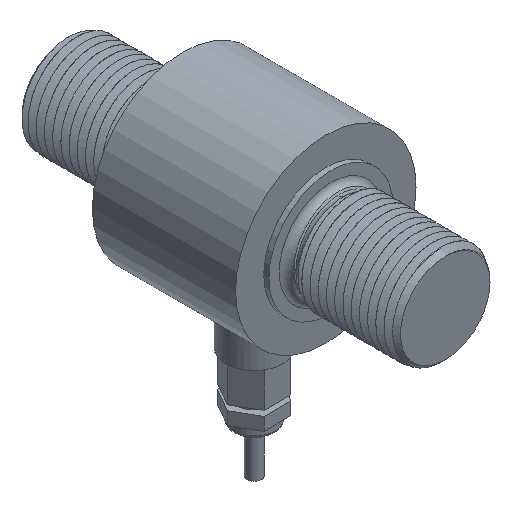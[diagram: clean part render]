
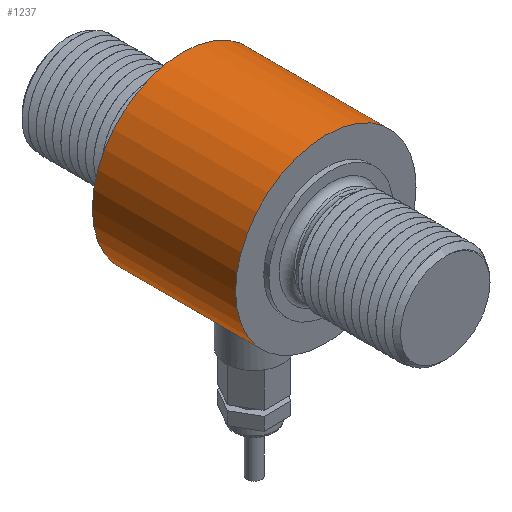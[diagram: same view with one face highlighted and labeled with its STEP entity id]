
A CAD part, isometric view. The second image highlights one B-rep face of the part: STEP entity #1237.
In plain terms, the highlighted cylindrical face has radius 17.45 mm (diameter 34.9 mm), a full revolution.
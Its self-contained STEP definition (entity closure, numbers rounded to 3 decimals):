
#51=FACE_BOUND('',#167,.T.);
#97=FACE_OUTER_BOUND('',#166,.T.);
#166=EDGE_LOOP('',(#948,#949,#950,#951,#952,#953));
#167=EDGE_LOOP('',(#954,#955));
#240=CIRCLE('',#1350,17.45);
#241=CIRCLE('',#1351,17.45);
#242=CIRCLE('',#1352,17.45);
#243=CIRCLE('',#1353,17.45);
#310=B_SPLINE_CURVE_WITH_KNOTS('',3,(#3778,#3779,#3780,#3781,#3782,#3783,
#3784,#3785,#3786,#3787,#3788,#3789,#3790,#3791,#3792,#3793,#3794,#3795),
 .UNSPECIFIED.,.F.,.F.,(4,2,2,2,2,2,2,2,4),(0.835,1.044,
1.252,1.461,1.67,1.879,2.087,
2.296,2.505),.UNSPECIFIED.);
#311=B_SPLINE_CURVE_WITH_KNOTS('',3,(#3796,#3797,#3798,#3799,#3800,#3801,
#3802,#3803,#3804,#3805,#3806,#3807,#3808,#3809,#3810,#3811,#3812,#3813,
#3814),.UNSPECIFIED.,.F.,.F.,(4,2,2,2,3,2,2,2,4),(-0.835,-0.626,
-0.418,-0.209,0.,0.209,0.418,
0.626,0.835),.UNSPECIFIED.);
#349=LINE('',#3845,#426);
#426=VECTOR('',#1556,17.45);
#558=VERTEX_POINT('',#3775);
#559=VERTEX_POINT('',#3777);
#560=VERTEX_POINT('',#3840);
#561=VERTEX_POINT('',#3841);
#562=VERTEX_POINT('',#3844);
#563=VERTEX_POINT('',#3846);
#719=EDGE_CURVE('',#558,#559,#310,.T.);
#720=EDGE_CURVE('',#559,#558,#311,.T.);
#724=EDGE_CURVE('',#560,#561,#240,.T.);
#725=EDGE_CURVE('',#561,#560,#241,.T.);
#726=EDGE_CURVE('',#561,#562,#349,.T.);
#727=EDGE_CURVE('',#562,#563,#242,.T.);
#728=EDGE_CURVE('',#563,#562,#243,.T.);
#948=ORIENTED_EDGE('',*,*,#724,.F.);
#949=ORIENTED_EDGE('',*,*,#725,.F.);
#950=ORIENTED_EDGE('',*,*,#726,.T.);
#951=ORIENTED_EDGE('',*,*,#727,.T.);
#952=ORIENTED_EDGE('',*,*,#728,.T.);
#953=ORIENTED_EDGE('',*,*,#726,.F.);
#954=ORIENTED_EDGE('',*,*,#720,.F.);
#955=ORIENTED_EDGE('',*,*,#719,.F.);
#1201=CYLINDRICAL_SURFACE('',#1349,17.45);
#1237=ADVANCED_FACE('',(#97,#51),#1201,.T.);
#1349=AXIS2_PLACEMENT_3D('',#3839,#1550,#1551);
#1350=AXIS2_PLACEMENT_3D('',#3842,#1552,#1553);
#1351=AXIS2_PLACEMENT_3D('',#3843,#1554,#1555);
#1352=AXIS2_PLACEMENT_3D('',#3847,#1557,#1558);
#1353=AXIS2_PLACEMENT_3D('',#3848,#1559,#1560);
#1550=DIRECTION('center_axis',(0.,-1.,0.));
#1551=DIRECTION('ref_axis',(0.,0.,-1.));
#1552=DIRECTION('center_axis',(0.,-1.,0.));
#1553=DIRECTION('ref_axis',(0.,0.,-1.));
#1554=DIRECTION('center_axis',(0.,-1.,0.));
#1555=DIRECTION('ref_axis',(0.,0.,-1.));
#1556=DIRECTION('',(0.,1.,0.));
#1557=DIRECTION('center_axis',(0.,-1.,0.));
#1558=DIRECTION('ref_axis',(0.,0.,-1.));
#1559=DIRECTION('center_axis',(0.,-1.,0.));
#1560=DIRECTION('ref_axis',(0.,0.,-1.));
#3775=CARTESIAN_POINT('',(0.,31.45,-17.45));
#3777=CARTESIAN_POINT('',(0.,42.45,-17.45));
#3778=CARTESIAN_POINT('Ctrl Pts',(0.,31.45,-17.45));
#3779=CARTESIAN_POINT('Ctrl Pts',(-0.696,31.45,-17.45));
#3780=CARTESIAN_POINT('Ctrl Pts',(-1.434,31.59,-17.404));
#3781=CARTESIAN_POINT('Ctrl Pts',(-2.788,32.153,-17.239));
#3782=CARTESIAN_POINT('Ctrl Pts',(-3.404,32.575,-17.122));
#3783=CARTESIAN_POINT('Ctrl Pts',(-4.375,33.547,-16.9));
#3784=CARTESIAN_POINT('Ctrl Pts',(-4.797,34.162,-16.78));
#3785=CARTESIAN_POINT('Ctrl Pts',(-5.36,35.515,-16.609));
#3786=CARTESIAN_POINT('Ctrl Pts',(-5.5,36.254,-16.561));
#3787=CARTESIAN_POINT('Ctrl Pts',(-5.5,37.646,-16.561));
#3788=CARTESIAN_POINT('Ctrl Pts',(-5.36,38.385,-16.609));
#3789=CARTESIAN_POINT('Ctrl Pts',(-4.797,39.738,-16.78));
#3790=CARTESIAN_POINT('Ctrl Pts',(-4.375,40.353,-16.9));
#3791=CARTESIAN_POINT('Ctrl Pts',(-3.404,41.325,-17.122));
#3792=CARTESIAN_POINT('Ctrl Pts',(-2.788,41.747,-17.239));
#3793=CARTESIAN_POINT('Ctrl Pts',(-1.434,42.31,-17.404));
#3794=CARTESIAN_POINT('Ctrl Pts',(-0.696,42.45,-17.45));
#3795=CARTESIAN_POINT('Ctrl Pts',(0.,42.45,-17.45));
#3796=CARTESIAN_POINT('Ctrl Pts',(0.,42.45,-17.45));
#3797=CARTESIAN_POINT('Ctrl Pts',(0.696,42.45,-17.45));
#3798=CARTESIAN_POINT('Ctrl Pts',(1.434,42.31,-17.404));
#3799=CARTESIAN_POINT('Ctrl Pts',(2.788,41.747,-17.239));
#3800=CARTESIAN_POINT('Ctrl Pts',(3.404,41.325,-17.122));
#3801=CARTESIAN_POINT('Ctrl Pts',(4.375,40.353,-16.9));
#3802=CARTESIAN_POINT('Ctrl Pts',(4.797,39.738,-16.78));
#3803=CARTESIAN_POINT('Ctrl Pts',(5.36,38.385,-16.609));
#3804=CARTESIAN_POINT('Ctrl Pts',(5.5,37.646,-16.561));
#3805=CARTESIAN_POINT('Ctrl Pts',(5.5,36.95,-16.561));
#3806=CARTESIAN_POINT('Ctrl Pts',(5.5,36.254,-16.561));
#3807=CARTESIAN_POINT('Ctrl Pts',(5.36,35.515,-16.609));
#3808=CARTESIAN_POINT('Ctrl Pts',(4.797,34.162,-16.78));
#3809=CARTESIAN_POINT('Ctrl Pts',(4.375,33.547,-16.9));
#3810=CARTESIAN_POINT('Ctrl Pts',(3.404,32.575,-17.122));
#3811=CARTESIAN_POINT('Ctrl Pts',(2.788,32.153,-17.239));
#3812=CARTESIAN_POINT('Ctrl Pts',(1.434,31.59,-17.404));
#3813=CARTESIAN_POINT('Ctrl Pts',(0.696,31.45,-17.45));
#3814=CARTESIAN_POINT('Ctrl Pts',(0.,31.45,-17.45));
#3839=CARTESIAN_POINT('Origin',(0.,0.,0.));
#3840=CARTESIAN_POINT('',(0.,23.1,-17.45));
#3841=CARTESIAN_POINT('',(0.,23.1,17.45));
#3842=CARTESIAN_POINT('Origin',(0.,23.1,0.));
#3843=CARTESIAN_POINT('Origin',(0.,23.1,0.));
#3844=CARTESIAN_POINT('',(0.,50.8,17.45));
#3845=CARTESIAN_POINT('',(0.,0.,17.45));
#3846=CARTESIAN_POINT('',(0.,50.8,-17.45));
#3847=CARTESIAN_POINT('Origin',(0.,50.8,0.));
#3848=CARTESIAN_POINT('Origin',(0.,50.8,0.));
